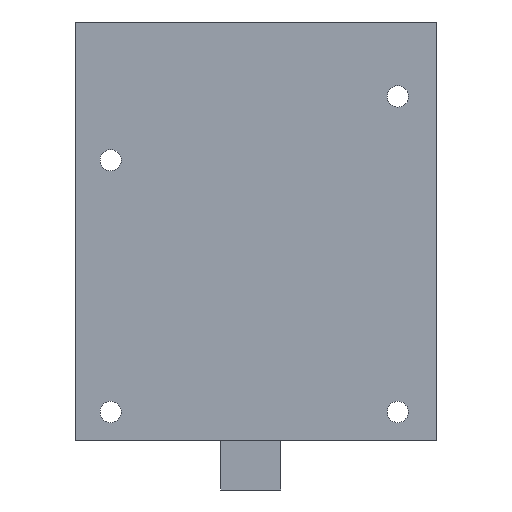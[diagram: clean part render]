
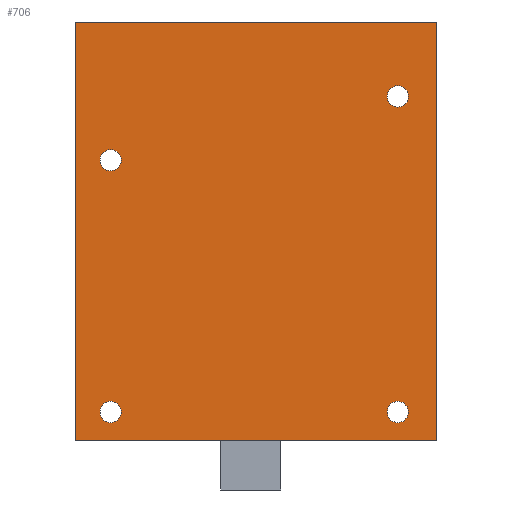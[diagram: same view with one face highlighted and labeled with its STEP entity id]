
A CAD part, front view. The second image highlights one B-rep face of the part: STEP entity #706.
In plain terms, the highlighted planar face has unit normal (0, -1, 0).
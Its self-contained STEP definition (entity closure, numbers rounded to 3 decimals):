
#1=DIRECTION('',(1.,0.,0.));
#2=VECTOR('',#1,51.);
#3=CARTESIAN_POINT('',(0.,0.,0.));
#4=LINE('',#3,#2);
#5=DIRECTION('',(0.,0.,-1.));
#6=VECTOR('',#5,59.);
#7=CARTESIAN_POINT('',(51.,0.,0.));
#8=LINE('',#7,#6);
#9=DIRECTION('',(-1.,0.,0.));
#10=VECTOR('',#9,51.);
#11=CARTESIAN_POINT('',(51.,0.,-59.));
#12=LINE('',#11,#10);
#13=DIRECTION('',(0.,0.,1.));
#14=VECTOR('',#13,59.);
#15=CARTESIAN_POINT('',(0.,0.,-59.));
#16=LINE('',#15,#14);
#17=CARTESIAN_POINT('',(5.,0.,-55.));
#18=DIRECTION('',(0.,1.,0.));
#19=DIRECTION('',(1.,0.,0.));
#20=AXIS2_PLACEMENT_3D('',#17,#18,#19);
#22=CARTESIAN_POINT('',(5.,0.,-55.));
#23=DIRECTION('',(0.,1.,0.));
#24=DIRECTION('',(-1.,0.,0.));
#25=AXIS2_PLACEMENT_3D('',#22,#23,#24);
#27=CARTESIAN_POINT('',(45.5,0.,-55.));
#28=DIRECTION('',(0.,1.,0.));
#29=DIRECTION('',(1.,0.,0.));
#30=AXIS2_PLACEMENT_3D('',#27,#28,#29);
#32=CARTESIAN_POINT('',(45.5,0.,-55.));
#33=DIRECTION('',(0.,1.,0.));
#34=DIRECTION('',(-1.,0.,0.));
#35=AXIS2_PLACEMENT_3D('',#32,#33,#34);
#37=CARTESIAN_POINT('',(45.5,0.,-10.5));
#38=DIRECTION('',(0.,1.,0.));
#39=DIRECTION('',(1.,0.,0.));
#40=AXIS2_PLACEMENT_3D('',#37,#38,#39);
#42=CARTESIAN_POINT('',(45.5,0.,-10.5));
#43=DIRECTION('',(0.,1.,0.));
#44=DIRECTION('',(-1.,0.,0.));
#45=AXIS2_PLACEMENT_3D('',#42,#43,#44);
#47=CARTESIAN_POINT('',(5.,0.,-19.5));
#48=DIRECTION('',(0.,1.,0.));
#49=DIRECTION('',(1.,0.,0.));
#50=AXIS2_PLACEMENT_3D('',#47,#48,#49);
#52=CARTESIAN_POINT('',(5.,0.,-19.5));
#53=DIRECTION('',(0.,1.,0.));
#54=DIRECTION('',(-1.,0.,0.));
#55=AXIS2_PLACEMENT_3D('',#52,#53,#54);
#505=CARTESIAN_POINT('',(0.,0.,0.));
#506=CARTESIAN_POINT('',(51.,0.,0.));
#507=VERTEX_POINT('',#505);
#508=VERTEX_POINT('',#506);
#509=CARTESIAN_POINT('',(51.,0.,-59.));
#510=VERTEX_POINT('',#509);
#511=CARTESIAN_POINT('',(0.,0.,-59.));
#512=VERTEX_POINT('',#511);
#619=CARTESIAN_POINT('',(6.5,0.,-55.));
#620=CARTESIAN_POINT('',(3.5,0.,-55.));
#621=VERTEX_POINT('',#619);
#622=VERTEX_POINT('',#620);
#623=CARTESIAN_POINT('',(47.,0.,-55.));
#624=CARTESIAN_POINT('',(44.,0.,-55.));
#625=VERTEX_POINT('',#623);
#626=VERTEX_POINT('',#624);
#627=CARTESIAN_POINT('',(47.,0.,-10.5));
#628=CARTESIAN_POINT('',(44.,0.,-10.5));
#629=VERTEX_POINT('',#627);
#630=VERTEX_POINT('',#628);
#631=CARTESIAN_POINT('',(6.5,0.,-19.5));
#632=CARTESIAN_POINT('',(3.5,0.,-19.5));
#633=VERTEX_POINT('',#631);
#634=VERTEX_POINT('',#632);
#667=CARTESIAN_POINT('',(0.,0.,0.));
#668=DIRECTION('',(0.,1.,0.));
#669=DIRECTION('',(1.,0.,0.));
#670=AXIS2_PLACEMENT_3D('',#667,#668,#669);
#671=PLANE('',#670);
#673=ORIENTED_EDGE('',*,*,#672,.T.);
#675=ORIENTED_EDGE('',*,*,#674,.T.);
#677=ORIENTED_EDGE('',*,*,#676,.T.);
#679=ORIENTED_EDGE('',*,*,#678,.T.);
#680=EDGE_LOOP('',(#673,#675,#677,#679));
#681=FACE_OUTER_BOUND('',#680,.F.);
#683=ORIENTED_EDGE('',*,*,#682,.F.);
#685=ORIENTED_EDGE('',*,*,#684,.F.);
#686=EDGE_LOOP('',(#683,#685));
#687=FACE_BOUND('',#686,.F.);
#689=ORIENTED_EDGE('',*,*,#688,.F.);
#691=ORIENTED_EDGE('',*,*,#690,.F.);
#692=EDGE_LOOP('',(#689,#691));
#693=FACE_BOUND('',#692,.F.);
#695=ORIENTED_EDGE('',*,*,#694,.F.);
#697=ORIENTED_EDGE('',*,*,#696,.F.);
#698=EDGE_LOOP('',(#695,#697));
#699=FACE_BOUND('',#698,.F.);
#701=ORIENTED_EDGE('',*,*,#700,.F.);
#703=ORIENTED_EDGE('',*,*,#702,.F.);
#704=EDGE_LOOP('',(#701,#703));
#705=FACE_BOUND('',#704,.F.);
#706=ADVANCED_FACE('',(#681,#687,#693,#699,#705),#671,.F.);
#21=CIRCLE('',#20,1.5);
#26=CIRCLE('',#25,1.5);
#31=CIRCLE('',#30,1.5);
#36=CIRCLE('',#35,1.5);
#41=CIRCLE('',#40,1.5);
#46=CIRCLE('',#45,1.5);
#51=CIRCLE('',#50,1.5);
#56=CIRCLE('',#55,1.5);
#672=EDGE_CURVE('',#507,#508,#4,.T.);
#674=EDGE_CURVE('',#508,#510,#8,.T.);
#676=EDGE_CURVE('',#510,#512,#12,.T.);
#678=EDGE_CURVE('',#512,#507,#16,.T.);
#682=EDGE_CURVE('',#621,#622,#21,.T.);
#684=EDGE_CURVE('',#622,#621,#26,.T.);
#688=EDGE_CURVE('',#625,#626,#31,.T.);
#690=EDGE_CURVE('',#626,#625,#36,.T.);
#694=EDGE_CURVE('',#629,#630,#41,.T.);
#696=EDGE_CURVE('',#630,#629,#46,.T.);
#700=EDGE_CURVE('',#633,#634,#51,.T.);
#702=EDGE_CURVE('',#634,#633,#56,.T.);
